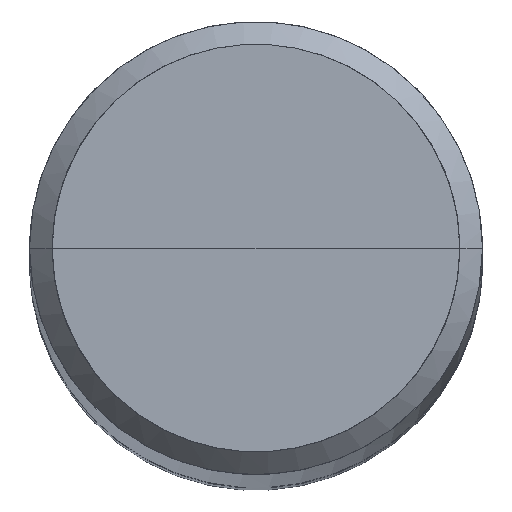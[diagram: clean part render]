
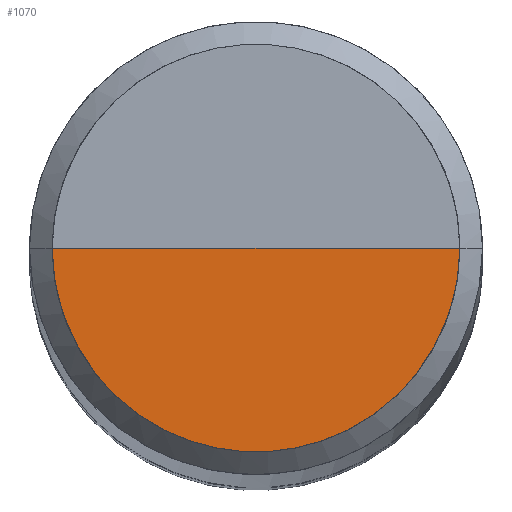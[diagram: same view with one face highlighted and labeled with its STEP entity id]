
A CAD part, top view. The second image highlights one B-rep face of the part: STEP entity #1070.
In plain terms, the highlighted free-form (B-spline) face has degree [1, 2] with [2, 5] control points.
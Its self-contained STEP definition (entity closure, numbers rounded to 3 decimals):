
#758=CARTESIAN_POINT('',(2.25,0.0,81.0));
#762=CARTESIAN_POINT('',(-2.25,0.0,81.0));
#763=CARTESIAN_POINT('',(0.0,0.0,81.0));
#770=CARTESIAN_POINT('',(-2.25,-2.25,81.0));
#771=CARTESIAN_POINT('',(0.0,-2.25,81.0));
#772=CARTESIAN_POINT('',(2.25,-2.25,81.0));
#1055=(
BOUNDED_SURFACE()
B_SPLINE_SURFACE(1,2,(
(#762,#770,#771,#772,#758),
(#763,#763,#763,#763,#763)
), .UNSPECIFIED.,.F.,.F.,.F.)
B_SPLINE_SURFACE_WITH_KNOTS((2,2),(3,2,3),(
0.0,1.0),(
0.0,0.5,1.0), .UNSPECIFIED.)
GEOMETRIC_REPRESENTATION_ITEM()
RATIONAL_B_SPLINE_SURFACE(((1.0,0.707,1.0,0.707,1.0),
(1.0,0.707,1.0,0.707,1.0)
))
REPRESENTATION_ITEM('')
SURFACE()
);
#1056=(
BOUNDED_CURVE()
B_SPLINE_CURVE(2,(#758,#772,#771,#770,#762),.UNSPECIFIED.,.F.,.F.)
B_SPLINE_CURVE_WITH_KNOTS((3,2,3),
(0.0,0.5,1.0),.UNSPECIFIED.)
CURVE()
GEOMETRIC_REPRESENTATION_ITEM()
RATIONAL_B_SPLINE_CURVE((1.0,0.707,1.0,0.707,1.0))
REPRESENTATION_ITEM('')
);
#1057=(
BOUNDED_CURVE()
B_SPLINE_CURVE(1,(#762,#763),.UNSPECIFIED.,.F.,.F.)
B_SPLINE_CURVE_WITH_KNOTS((2,2),
(0.0,1.0),.UNSPECIFIED.)
CURVE()
GEOMETRIC_REPRESENTATION_ITEM()
RATIONAL_B_SPLINE_CURVE((1.0,1.0))
REPRESENTATION_ITEM('')
);
#1058=(
BOUNDED_CURVE()
B_SPLINE_CURVE(1,(#763,#758),.UNSPECIFIED.,.F.,.F.)
B_SPLINE_CURVE_WITH_KNOTS((2,2),
(0.0,1.0),.UNSPECIFIED.)
CURVE()
GEOMETRIC_REPRESENTATION_ITEM()
RATIONAL_B_SPLINE_CURVE((1.0,1.0))
REPRESENTATION_ITEM('')
);
#1059=VERTEX_POINT('',#758);
#1060=VERTEX_POINT('',#762);
#1061=VERTEX_POINT('',#763);
#1062=EDGE_CURVE('',#1059,#1060,#1056,.T.);
#1063=EDGE_CURVE('',#1060,#1061,#1057,.T.);
#1064=EDGE_CURVE('',#1061,#1059,#1058,.T.);
#1065=ORIENTED_EDGE('',*,*,#1062,.T.);
#1066=ORIENTED_EDGE('',*,*,#1063,.T.);
#1067=ORIENTED_EDGE('',*,*,#1064,.T.);
#1068=EDGE_LOOP('',(#1065,#1066,#1067));
#1069=FACE_OUTER_BOUND('',#1068,.T.);
#1070=ADVANCED_FACE('',(#1069),#1055,.T.);
